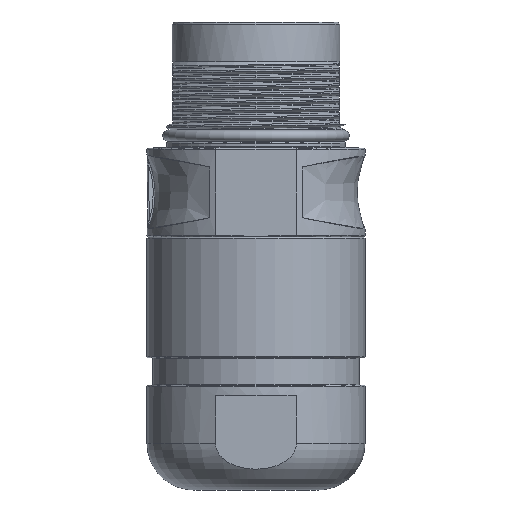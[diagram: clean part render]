
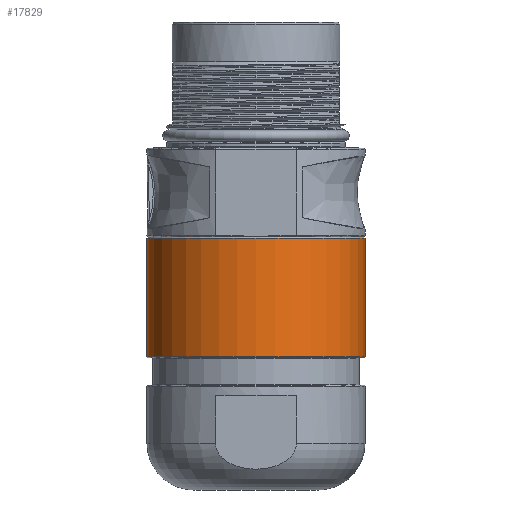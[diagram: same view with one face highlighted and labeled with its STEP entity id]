
A CAD part, left-side view. The second image highlights one B-rep face of the part: STEP entity #17829.
In plain terms, the highlighted cylindrical face has radius 14 mm (diameter 28 mm), a partial arc.
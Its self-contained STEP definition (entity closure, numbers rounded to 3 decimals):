
#5984=CARTESIAN_POINT('',(0.,0.,-11.65));
#5985=DIRECTION('',(0.,0.,1.));
#5986=DIRECTION('',(0.,1.,0.));
#5987=AXIS2_PLACEMENT_3D('',#5984,#5985,#5986);
#6537=CARTESIAN_POINT('',(0.,0.,-26.85));
#6538=DIRECTION('',(0.,0.,-1.));
#6539=DIRECTION('',(0.,-1.,0.));
#6540=AXIS2_PLACEMENT_3D('',#6537,#6538,#6539);
#6542=DIRECTION('',(0.,0.,1.));
#6543=VECTOR('',#6542,15.2);
#6544=CARTESIAN_POINT('',(0.,14.,-26.85));
#6545=LINE('',#6544,#6543);
#6546=DIRECTION('',(0.,0.,1.));
#6547=VECTOR('',#6546,15.2);
#6548=CARTESIAN_POINT('',(0.,-14.,-26.85));
#6549=LINE('',#6548,#6547);
#8408=CARTESIAN_POINT('',(0.,14.,-11.65));
#8409=CARTESIAN_POINT('',(0.,-14.,-11.65));
#8410=VERTEX_POINT('',#8408);
#8411=VERTEX_POINT('',#8409);
#8436=CARTESIAN_POINT('',(0.,14.,-26.85));
#8437=CARTESIAN_POINT('',(0.,-14.,-26.85));
#8438=VERTEX_POINT('',#8436);
#8439=VERTEX_POINT('',#8437);
#17815=CARTESIAN_POINT('',(0.,0.,-9.825));
#17816=DIRECTION('',(0.,0.,-1.));
#17817=DIRECTION('',(0.,-1.,0.));
#17818=AXIS2_PLACEMENT_3D('',#17815,#17816,#17817);
#17819=CYLINDRICAL_SURFACE('',#17818,14.);
#17821=ORIENTED_EDGE('',*,*,#17820,.T.);
#17823=ORIENTED_EDGE('',*,*,#17822,.T.);
#17824=ORIENTED_EDGE('',*,*,#16800,.T.);
#17826=ORIENTED_EDGE('',*,*,#17825,.F.);
#17827=EDGE_LOOP('',(#17821,#17823,#17824,#17826));
#17828=FACE_OUTER_BOUND('',#17827,.F.);
#5988=CIRCLE('',#5987,14.);
#6541=CIRCLE('',#6540,14.);
#16800=EDGE_CURVE('',#8410,#8411,#5988,.T.);
#17820=EDGE_CURVE('',#8439,#8438,#6541,.T.);
#17822=EDGE_CURVE('',#8438,#8410,#6545,.T.);
#17825=EDGE_CURVE('',#8439,#8411,#6549,.T.);
#17829=ADVANCED_FACE('',(#17828),#17819,.T.);
